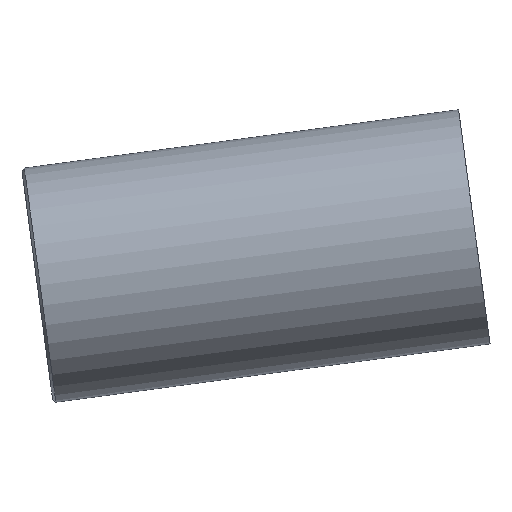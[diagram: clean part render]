
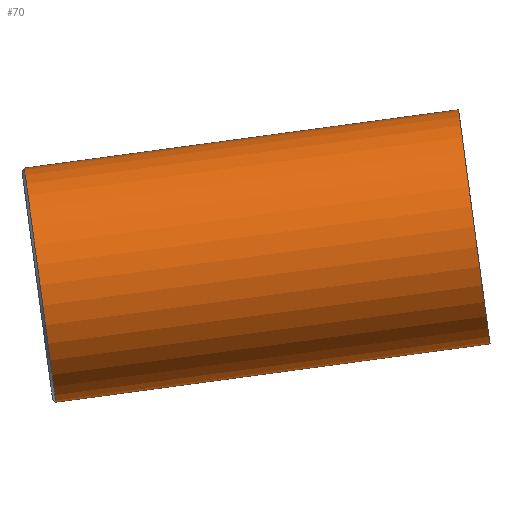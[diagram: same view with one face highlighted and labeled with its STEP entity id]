
A CAD part, left-side view. The second image highlights one B-rep face of the part: STEP entity #70.
In plain terms, the highlighted cylindrical face has radius 17.018 mm (diameter 34.036 mm), a full revolution.
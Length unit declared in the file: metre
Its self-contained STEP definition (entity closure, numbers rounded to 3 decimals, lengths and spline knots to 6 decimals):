
#23=ORIENTED_EDGE('',*,*,#33,.T.);
#24=ORIENTED_EDGE('',*,*,#34,.F.);
#33=EDGE_CURVE('',#38,#38,#43,.T.);
#34=EDGE_CURVE('',#39,#39,#44,.T.);
#38=VERTEX_POINT('',#123);
#39=VERTEX_POINT('',#125);
#43=CIRCLE('',#89,0.017018);
#44=CIRCLE('',#90,0.017018);
#48=EDGE_LOOP('',(#23));
#49=EDGE_LOOP('',(#24));
#58=FACE_BOUND('',#48,.T.);
#59=FACE_BOUND('',#49,.T.);
#68=CYLINDRICAL_SURFACE('',#88,0.017018);
#70=ADVANCED_FACE('',(#58,#59),#68,.T.);
#88=AXIS2_PLACEMENT_3D('',#121,#100,#101);
#89=AXIS2_PLACEMENT_3D('',#122,#102,#103);
#90=AXIS2_PLACEMENT_3D('',#124,#104,#105);
#100=DIRECTION('',(0.,0.991,-0.133));
#101=DIRECTION('',(0.,0.133,0.991));
#102=DIRECTION('',(0.,-0.991,0.133));
#103=DIRECTION('',(0.,-0.133,-0.991));
#104=DIRECTION('',(0.,-0.991,0.133));
#105=DIRECTION('',(0.,-0.133,-0.991));
#121=CARTESIAN_POINT('',(0.6096,-0.693497,-0.058514));
#122=CARTESIAN_POINT('',(0.6096,-0.624662,-0.067766));
#123=CARTESIAN_POINT('',(0.6096,-0.626929,-0.084633));
#124=CARTESIAN_POINT('',(0.6096,-0.687203,-0.05936));
#125=CARTESIAN_POINT('',(0.6096,-0.68947,-0.076227));
